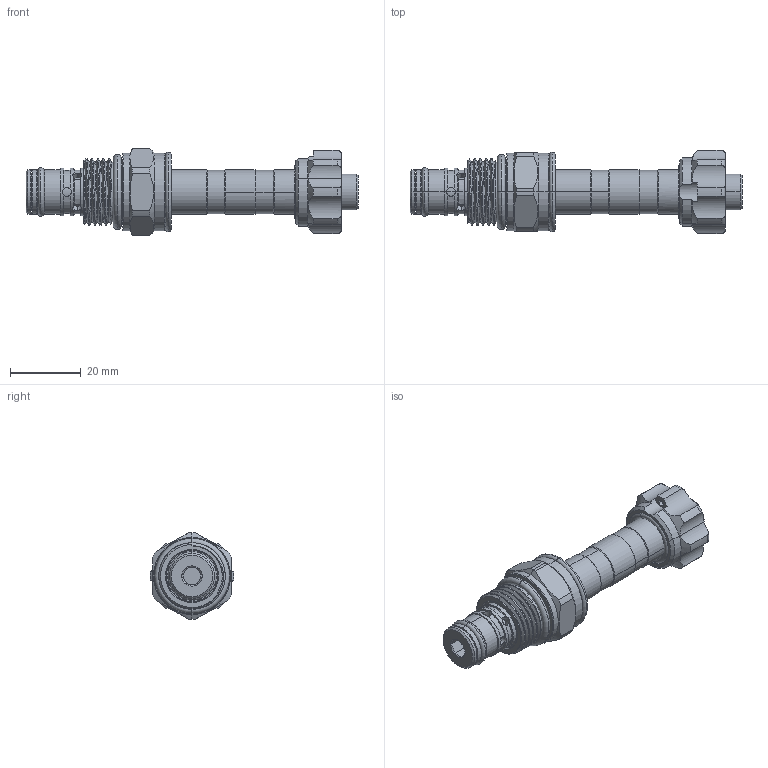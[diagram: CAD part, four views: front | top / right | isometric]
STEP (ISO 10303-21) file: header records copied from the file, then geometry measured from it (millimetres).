
FILE_DESCRIPTION (( 'STEP AP203' ), '1' );
FILE_NAME ('EP08W2A01M04.STEP', '2016-08-12T00:26:18', ( '' ), ( '' ), 'SwSTEP 2.0', 'SolidWorks 2012', '' );
FILE_SCHEMA (( 'CONFIG_CONTROL_DESIGN' ));
Length unit declared in the file: millimetre
Products named in the file (1): EP08W2A01M04
Bounding box: 94.13 x 23.79 x 24.65 mm (x, y, z)
Volume: 19130.5 mm3; surface area: 8831.4 mm2
Topology: 5 solids, 5 shells, 307 faces, 775 edges, 476 vertices
Faces by surface type: cylinder 144, plane 64, torus 46, cone 39, bspline 14
Entity records: 15279 total; most frequent: CARTESIAN_POINT 8150, ORIENTED_EDGE 1526, DIRECTION 1455, EDGE_CURVE 763, AXIS2_PLACEMENT_3D 614, VERTEX_POINT 476, EDGE_LOOP 327, CIRCLE 320
